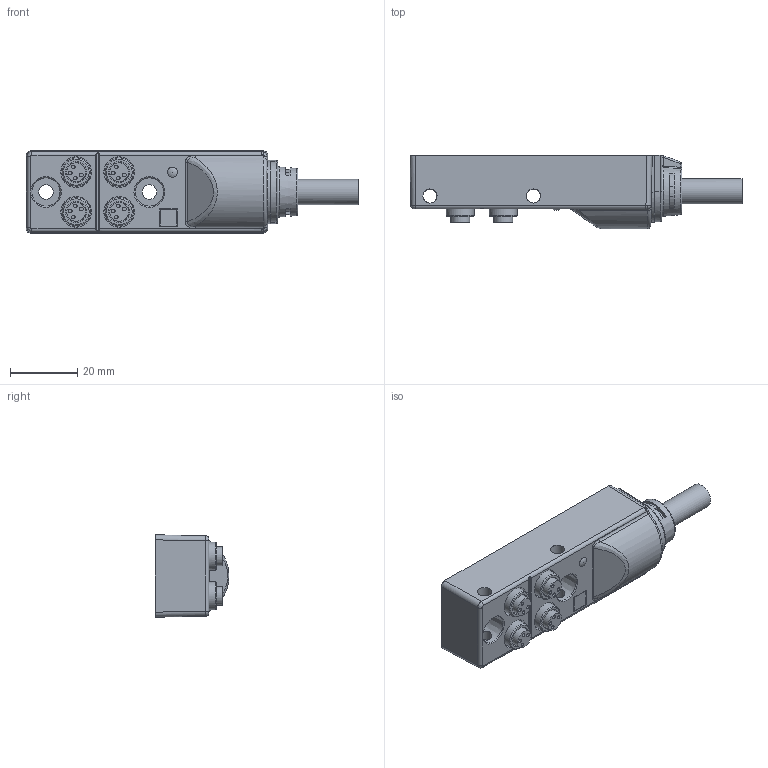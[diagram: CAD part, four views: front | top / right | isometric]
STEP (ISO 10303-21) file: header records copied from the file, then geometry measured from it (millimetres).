
FILE_DESCRIPTION(/* description */ (''),/* implementation_level */ '2;1');
FILE_NAME(/* name */ '5023314_4IOS8-4P1C-...S370.stp',/* time_stamp */ '2016-03-15T16:31:24+01:00',/* author */ (''),/* organization */ (''),/* preprocessor_version */ 'ST-DEVELOPER v16',/* originating_system */ 'SIEMENS PLM Software NX 10.0',/* authorisation */ '');
FILE_SCHEMA (('AUTOMOTIVE_DESIGN { 1 0 10303 214 3 1 1 1 }'));
Length unit declared in the file: millimetre
Products named in the file (1): k.ka13F4D5162scm
Bounding box: 98.83 x 21.99 x 24.51 mm (x, y, z)
Volume: 31345 mm3; surface area: 9725.8 mm2
Topology: 1 solids, 1 shells, 207 faces, 448 edges, 288 vertices
Faces by surface type: plane 85, cylinder 78, bspline 21, torus 10, cone 8, sphere 5
Full cylindrical faces by diameter (mm): 1.075 x16, 4.2 x4, 4.3 x2, 5.65 x4, 5.7 x4, 6.4 x4, 6.9 x4, 7.5 x1, 8.3 x4
Entity records: 5871 total; most frequent: CARTESIAN_POINT 1693, DIRECTION 884, ORIENTED_EDGE 726, AXIS2_PLACEMENT_3D 379, EDGE_CURVE 363, EDGE_LOOP 323, VERTEX_POINT 262, ADVANCED_FACE 207
